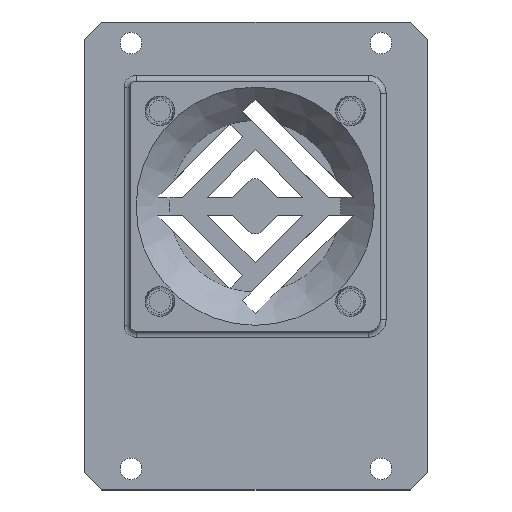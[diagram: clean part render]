
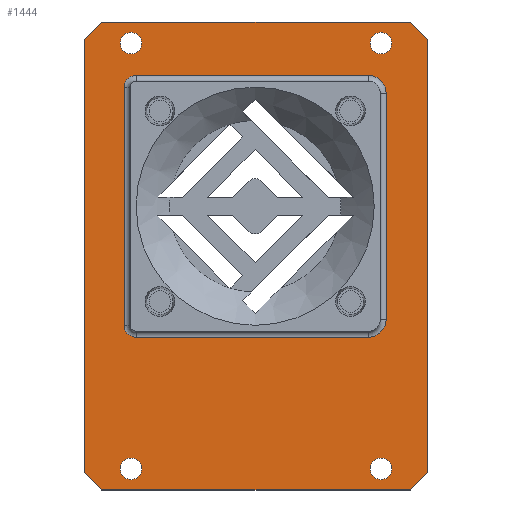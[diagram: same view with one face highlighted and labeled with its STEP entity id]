
A CAD part, top view. The second image highlights one B-rep face of the part: STEP entity #1444.
In plain terms, the highlighted planar face has unit normal (0, 0, 1).
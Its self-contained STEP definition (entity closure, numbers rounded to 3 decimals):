
#55=FACE_BOUND('',#228,.T.);
#56=FACE_BOUND('',#229,.T.);
#57=FACE_BOUND('',#230,.T.);
#58=FACE_BOUND('',#231,.T.);
#59=FACE_BOUND('',#232,.T.);
#81=PLANE('',#1559);
#142=FACE_OUTER_BOUND('',#227,.T.);
#227=EDGE_LOOP('',(#1042,#1043,#1044,#1045,#1046,#1047,#1048,#1049));
#228=EDGE_LOOP('',(#1050));
#229=EDGE_LOOP('',(#1051));
#230=EDGE_LOOP('',(#1052));
#231=EDGE_LOOP('',(#1053));
#232=EDGE_LOOP('',(#1054,#1055,#1056,#1057,#1058,#1059,#1060,#1061));
#324=LINE('',#2133,#465);
#325=LINE('',#2143,#466);
#326=LINE('',#2145,#467);
#327=LINE('',#2147,#468);
#328=LINE('',#2149,#469);
#329=LINE('',#2151,#470);
#330=LINE('',#2153,#471);
#331=LINE('',#2155,#472);
#332=LINE('',#2156,#473);
#333=LINE('',#2166,#474);
#334=LINE('',#2170,#475);
#335=LINE('',#2173,#476);
#465=VECTOR('',#1726,10.);
#466=VECTOR('',#1737,10.);
#467=VECTOR('',#1738,10.);
#468=VECTOR('',#1739,10.);
#469=VECTOR('',#1740,10.);
#470=VECTOR('',#1741,10.);
#471=VECTOR('',#1742,10.);
#472=VECTOR('',#1743,10.);
#473=VECTOR('',#1744,10.);
#474=VECTOR('',#1753,10.);
#475=VECTOR('',#1756,10.);
#476=VECTOR('',#1759,10.);
#616=CIRCLE('',#1552,2.);
#618=CIRCLE('',#1556,2.);
#621=CIRCLE('',#1560,1.8);
#622=CIRCLE('',#1561,1.8);
#623=CIRCLE('',#1562,1.8);
#624=CIRCLE('',#1563,1.8);
#625=CIRCLE('',#1564,3.);
#626=CIRCLE('',#1565,3.);
#669=VERTEX_POINT('',#2120);
#672=VERTEX_POINT('',#2125);
#673=VERTEX_POINT('',#2129);
#675=VERTEX_POINT('',#2135);
#677=VERTEX_POINT('',#2141);
#678=VERTEX_POINT('',#2142);
#679=VERTEX_POINT('',#2144);
#680=VERTEX_POINT('',#2146);
#681=VERTEX_POINT('',#2148);
#682=VERTEX_POINT('',#2150);
#683=VERTEX_POINT('',#2152);
#684=VERTEX_POINT('',#2154);
#685=VERTEX_POINT('',#2157);
#686=VERTEX_POINT('',#2159);
#687=VERTEX_POINT('',#2161);
#688=VERTEX_POINT('',#2163);
#689=VERTEX_POINT('',#2165);
#690=VERTEX_POINT('',#2167);
#691=VERTEX_POINT('',#2169);
#692=VERTEX_POINT('',#2171);
#814=EDGE_CURVE('',#672,#669,#616,.T.);
#817=EDGE_CURVE('',#669,#673,#324,.T.);
#818=EDGE_CURVE('',#673,#675,#618,.T.);
#821=EDGE_CURVE('',#677,#678,#325,.T.);
#822=EDGE_CURVE('',#678,#679,#326,.T.);
#823=EDGE_CURVE('',#679,#680,#327,.T.);
#824=EDGE_CURVE('',#681,#680,#328,.T.);
#825=EDGE_CURVE('',#681,#682,#329,.T.);
#826=EDGE_CURVE('',#682,#683,#330,.T.);
#827=EDGE_CURVE('',#683,#684,#331,.T.);
#828=EDGE_CURVE('',#677,#684,#332,.T.);
#829=EDGE_CURVE('',#685,#685,#621,.T.);
#830=EDGE_CURVE('',#686,#686,#622,.T.);
#831=EDGE_CURVE('',#687,#687,#623,.T.);
#832=EDGE_CURVE('',#688,#688,#624,.T.);
#833=EDGE_CURVE('',#689,#672,#333,.T.);
#834=EDGE_CURVE('',#690,#689,#625,.T.);
#835=EDGE_CURVE('',#691,#690,#334,.T.);
#836=EDGE_CURVE('',#692,#691,#626,.T.);
#837=EDGE_CURVE('',#675,#692,#335,.T.);
#1042=ORIENTED_EDGE('',*,*,#821,.T.);
#1043=ORIENTED_EDGE('',*,*,#822,.T.);
#1044=ORIENTED_EDGE('',*,*,#823,.T.);
#1045=ORIENTED_EDGE('',*,*,#824,.F.);
#1046=ORIENTED_EDGE('',*,*,#825,.T.);
#1047=ORIENTED_EDGE('',*,*,#826,.T.);
#1048=ORIENTED_EDGE('',*,*,#827,.T.);
#1049=ORIENTED_EDGE('',*,*,#828,.F.);
#1050=ORIENTED_EDGE('',*,*,#829,.T.);
#1051=ORIENTED_EDGE('',*,*,#830,.T.);
#1052=ORIENTED_EDGE('',*,*,#831,.T.);
#1053=ORIENTED_EDGE('',*,*,#832,.T.);
#1054=ORIENTED_EDGE('',*,*,#818,.F.);
#1055=ORIENTED_EDGE('',*,*,#817,.F.);
#1056=ORIENTED_EDGE('',*,*,#814,.F.);
#1057=ORIENTED_EDGE('',*,*,#833,.F.);
#1058=ORIENTED_EDGE('',*,*,#834,.F.);
#1059=ORIENTED_EDGE('',*,*,#835,.F.);
#1060=ORIENTED_EDGE('',*,*,#836,.F.);
#1061=ORIENTED_EDGE('',*,*,#837,.F.);
#1444=ADVANCED_FACE('',(#142,#55,#56,#57,#58,#59),#81,.T.);
#1552=AXIS2_PLACEMENT_3D('',#2127,#1719,#1720);
#1556=AXIS2_PLACEMENT_3D('',#2136,#1729,#1730);
#1559=AXIS2_PLACEMENT_3D('',#2140,#1735,#1736);
#1560=AXIS2_PLACEMENT_3D('',#2158,#1745,#1746);
#1561=AXIS2_PLACEMENT_3D('',#2160,#1747,#1748);
#1562=AXIS2_PLACEMENT_3D('',#2162,#1749,#1750);
#1563=AXIS2_PLACEMENT_3D('',#2164,#1751,#1752);
#1564=AXIS2_PLACEMENT_3D('',#2168,#1754,#1755);
#1565=AXIS2_PLACEMENT_3D('',#2172,#1757,#1758);
#1719=DIRECTION('center_axis',(0.,0.,1.));
#1720=DIRECTION('ref_axis',(-0.487,0.873,0.));
#1726=DIRECTION('',(0.,-1.,0.));
#1729=DIRECTION('center_axis',(0.,0.,1.));
#1730=DIRECTION('ref_axis',(-0.487,-0.873,0.));
#1735=DIRECTION('center_axis',(0.,0.,1.));
#1736=DIRECTION('ref_axis',(0.,-1.,0.));
#1737=DIRECTION('',(0.,1.,0.));
#1738=DIRECTION('',(-0.707,0.707,0.));
#1739=DIRECTION('',(-1.,0.,0.));
#1740=DIRECTION('',(0.707,0.707,0.));
#1741=DIRECTION('',(0.,-1.,0.));
#1742=DIRECTION('',(0.707,-0.707,0.));
#1743=DIRECTION('',(1.,0.,0.));
#1744=DIRECTION('',(-0.707,-0.707,0.));
#1745=DIRECTION('center_axis',(0.,0.,-1.));
#1746=DIRECTION('ref_axis',(0.,-1.,0.));
#1747=DIRECTION('center_axis',(0.,0.,-1.));
#1748=DIRECTION('ref_axis',(0.,-1.,0.));
#1749=DIRECTION('center_axis',(0.,0.,-1.));
#1750=DIRECTION('ref_axis',(0.,-1.,0.));
#1751=DIRECTION('center_axis',(0.,0.,-1.));
#1752=DIRECTION('ref_axis',(0.,-1.,0.));
#1753=DIRECTION('',(-1.,0.,0.));
#1754=DIRECTION('center_axis',(0.,0.,1.));
#1755=DIRECTION('ref_axis',(0.707,0.707,0.));
#1756=DIRECTION('',(0.,1.,0.));
#1757=DIRECTION('center_axis',(0.,0.,1.));
#1758=DIRECTION('ref_axis',(0.707,-0.707,0.));
#1759=DIRECTION('',(1.,0.,0.));
#2120=CARTESIAN_POINT('',(100.063,-15.735,5.404));
#2125=CARTESIAN_POINT('',(102.063,-13.735,5.404));
#2127=CARTESIAN_POINT('Origin',(102.063,-15.735,5.404));
#2129=CARTESIAN_POINT('',(100.063,-55.735,5.404));
#2133=CARTESIAN_POINT('',(100.063,-29.41,5.404));
#2135=CARTESIAN_POINT('',(102.063,-57.735,5.404));
#2136=CARTESIAN_POINT('Origin',(102.063,-55.735,5.404));
#2140=CARTESIAN_POINT('Origin',(122.2,-44.085,5.404));
#2141=CARTESIAN_POINT('',(151.,-80.502,5.404));
#2142=CARTESIAN_POINT('',(151.,-7.668,5.404));
#2143=CARTESIAN_POINT('',(151.,-76.085,5.404));
#2144=CARTESIAN_POINT('',(148.117,-4.785,5.404));
#2145=CARTESIAN_POINT('',(151.,-7.668,5.404));
#2146=CARTESIAN_POINT('',(96.283,-4.785,5.404));
#2147=CARTESIAN_POINT('',(148.117,-4.785,5.404));
#2148=CARTESIAN_POINT('',(93.4,-7.668,5.404));
#2149=CARTESIAN_POINT('',(93.4,-7.668,5.404));
#2150=CARTESIAN_POINT('',(93.4,-80.502,5.404));
#2151=CARTESIAN_POINT('',(93.4,-7.668,5.404));
#2152=CARTESIAN_POINT('',(96.283,-83.385,5.404));
#2153=CARTESIAN_POINT('',(93.4,-80.502,5.404));
#2154=CARTESIAN_POINT('',(148.117,-83.385,5.404));
#2155=CARTESIAN_POINT('',(96.283,-83.385,5.404));
#2156=CARTESIAN_POINT('',(151.,-80.502,5.404));
#2157=CARTESIAN_POINT('',(143.2,-78.035,5.404));
#2158=CARTESIAN_POINT('Origin',(143.2,-79.835,5.404));
#2159=CARTESIAN_POINT('',(101.2,-6.535,5.404));
#2160=CARTESIAN_POINT('Origin',(101.2,-8.335,5.404));
#2161=CARTESIAN_POINT('',(101.2,-78.035,5.404));
#2162=CARTESIAN_POINT('Origin',(101.2,-79.835,5.404));
#2163=CARTESIAN_POINT('',(143.2,-6.535,5.404));
#2164=CARTESIAN_POINT('Origin',(143.2,-8.335,5.404));
#2165=CARTESIAN_POINT('',(141.063,-13.735,5.404));
#2166=CARTESIAN_POINT('',(132.631,-13.735,5.404));
#2167=CARTESIAN_POINT('',(144.063,-16.735,5.404));
#2168=CARTESIAN_POINT('Origin',(141.063,-16.735,5.404));
#2169=CARTESIAN_POINT('',(144.063,-54.735,5.404));
#2170=CARTESIAN_POINT('',(144.063,-50.41,5.404));
#2171=CARTESIAN_POINT('',(141.063,-57.735,5.404));
#2172=CARTESIAN_POINT('Origin',(141.063,-54.735,5.404));
#2173=CARTESIAN_POINT('',(111.631,-57.735,5.404));
